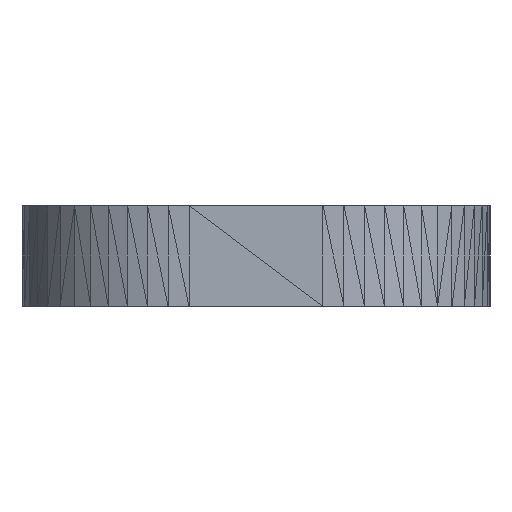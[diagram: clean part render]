
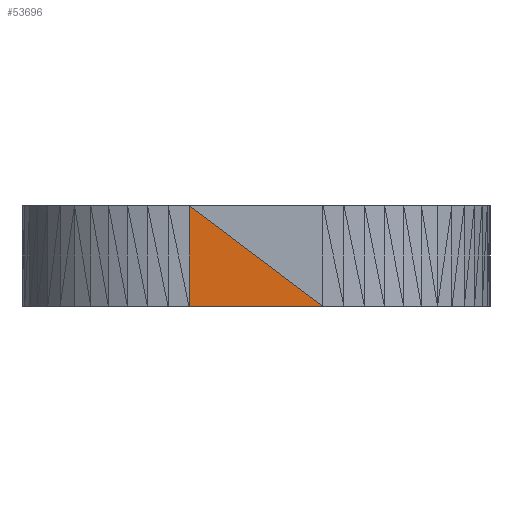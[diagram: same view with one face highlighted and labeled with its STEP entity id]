
A CAD part, left-side view. The second image highlights one B-rep face of the part: STEP entity #53696.
In plain terms, the highlighted planar face has unit normal (-1, 0, 0).
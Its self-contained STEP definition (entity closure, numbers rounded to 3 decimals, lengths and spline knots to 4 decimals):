
#53501 = VERTEX_POINT('',#53502);
#53502 = CARTESIAN_POINT('',(-52.,2.,3.));
#53537 = PLANE('',#53538);
#53538 = AXIS2_PLACEMENT_3D('',#53539,#53540,#53541);
#53539 = CARTESIAN_POINT('',(-52.,-0.5,2.));
#53540 = DIRECTION('',(-1.,-0.,-0.));
#53541 = DIRECTION('',(0.,0.,-1.));
#53553 = VERTEX_POINT('',#53554);
#53554 = CARTESIAN_POINT('',(-52.,2.,0.));
#53575 = PLANE('',#53576);
#53576 = AXIS2_PLACEMENT_3D('',#53577,#53578,#53579);
#53577 = CARTESIAN_POINT('',(-51.9891,2.1729,
    1.6407));
#53578 = DIRECTION('',(-0.998,0.063,
    0.));
#53579 = DIRECTION('',(-0.063,-0.998,0.));
#53645 = EDGE_CURVE('',#53501,#53553,#53646,.T.);
#53646 = SURFACE_CURVE('',#53647,(#53651,#53658),.PCURVE_S1.);
#53647 = LINE('',#53648,#53649);
#53648 = CARTESIAN_POINT('',(-52.,2.,3.));
#53649 = VECTOR('',#53650,1.);
#53650 = DIRECTION('',(0.,0.,-1.));
#53651 = PCURVE('',#53575,#53652);
#53652 = DEFINITIONAL_REPRESENTATION('',(#53653),#53657);
#53653 = LINE('',#53654,#53655);
#53654 = CARTESIAN_POINT('',(0.173,1.359));
#53655 = VECTOR('',#53656,1.);
#53656 = DIRECTION('',(0.,-1.));
#53657 = ( GEOMETRIC_REPRESENTATION_CONTEXT(2) 
PARAMETRIC_REPRESENTATION_CONTEXT() REPRESENTATION_CONTEXT('2D SPACE',''
  ) );
#53658 = PCURVE('',#53659,#53664);
#53659 = PLANE('',#53660);
#53660 = AXIS2_PLACEMENT_3D('',#53661,#53662,#53663);
#53661 = CARTESIAN_POINT('',(-52.,0.5,1.));
#53662 = DIRECTION('',(-1.,-0.,-0.));
#53663 = DIRECTION('',(0.,0.,-1.));
#53664 = DEFINITIONAL_REPRESENTATION('',(#53665),#53669);
#53665 = LINE('',#53666,#53667);
#53666 = CARTESIAN_POINT('',(-2.,-1.5));
#53667 = VECTOR('',#53668,1.);
#53668 = DIRECTION('',(1.,0.));
#53669 = ( GEOMETRIC_REPRESENTATION_CONTEXT(2) 
PARAMETRIC_REPRESENTATION_CONTEXT() REPRESENTATION_CONTEXT('2D SPACE',''
  ) );
#53696 = ADVANCED_FACE('',(#53697),#53659,.T.);
#53697 = FACE_BOUND('',#53698,.T.);
#53698 = EDGE_LOOP('',(#53699,#53722,#53723));
#53699 = ORIENTED_EDGE('',*,*,#53700,.T.);
#53700 = EDGE_CURVE('',#53701,#53501,#53703,.T.);
#53701 = VERTEX_POINT('',#53702);
#53702 = CARTESIAN_POINT('',(-52.,-2.,0.));
#53703 = SURFACE_CURVE('',#53704,(#53708,#53715),.PCURVE_S1.);
#53704 = LINE('',#53705,#53706);
#53705 = CARTESIAN_POINT('',(-52.,-2.,0.));
#53706 = VECTOR('',#53707,1.);
#53707 = DIRECTION('',(0.,0.8,0.6));
#53708 = PCURVE('',#53659,#53709);
#53709 = DEFINITIONAL_REPRESENTATION('',(#53710),#53714);
#53710 = LINE('',#53711,#53712);
#53711 = CARTESIAN_POINT('',(1.,2.5));
#53712 = VECTOR('',#53713,1.);
#53713 = DIRECTION('',(-0.6,-0.8));
#53714 = ( GEOMETRIC_REPRESENTATION_CONTEXT(2) 
PARAMETRIC_REPRESENTATION_CONTEXT() REPRESENTATION_CONTEXT('2D SPACE',''
  ) );
#53715 = PCURVE('',#53537,#53716);
#53716 = DEFINITIONAL_REPRESENTATION('',(#53717),#53721);
#53717 = LINE('',#53718,#53719);
#53718 = CARTESIAN_POINT('',(2.,1.5));
#53719 = VECTOR('',#53720,1.);
#53720 = DIRECTION('',(-0.6,-0.8));
#53721 = ( GEOMETRIC_REPRESENTATION_CONTEXT(2) 
PARAMETRIC_REPRESENTATION_CONTEXT() REPRESENTATION_CONTEXT('2D SPACE',''
  ) );
#53722 = ORIENTED_EDGE('',*,*,#53645,.T.);
#53723 = ORIENTED_EDGE('',*,*,#53724,.T.);
#53724 = EDGE_CURVE('',#53553,#53701,#53725,.T.);
#53725 = SURFACE_CURVE('',#53726,(#53730,#53737),.PCURVE_S1.);
#53726 = LINE('',#53727,#53728);
#53727 = CARTESIAN_POINT('',(-52.,2.,0.));
#53728 = VECTOR('',#53729,1.);
#53729 = DIRECTION('',(0.,-1.,0.));
#53730 = PCURVE('',#53659,#53731);
#53731 = DEFINITIONAL_REPRESENTATION('',(#53732),#53736);
#53732 = LINE('',#53733,#53734);
#53733 = CARTESIAN_POINT('',(1.,-1.5));
#53734 = VECTOR('',#53735,1.);
#53735 = DIRECTION('',(0.,1.));
#53736 = ( GEOMETRIC_REPRESENTATION_CONTEXT(2) 
PARAMETRIC_REPRESENTATION_CONTEXT() REPRESENTATION_CONTEXT('2D SPACE',''
  ) );
#53737 = PCURVE('',#53738,#53743);
#53738 = PLANE('',#53739);
#53739 = AXIS2_PLACEMENT_3D('',#53740,#53741,#53742);
#53740 = CARTESIAN_POINT('',(-50.618,0.,0.));
#53741 = DIRECTION('',(-0.,-0.,-1.));
#53742 = DIRECTION('',(-1.,0.,0.));
#53743 = DEFINITIONAL_REPRESENTATION('',(#53744),#53748);
#53744 = LINE('',#53745,#53746);
#53745 = CARTESIAN_POINT('',(1.382,2.));
#53746 = VECTOR('',#53747,1.);
#53747 = DIRECTION('',(0.,-1.));
#53748 = ( GEOMETRIC_REPRESENTATION_CONTEXT(2) 
PARAMETRIC_REPRESENTATION_CONTEXT() REPRESENTATION_CONTEXT('2D SPACE',''
  ) );
